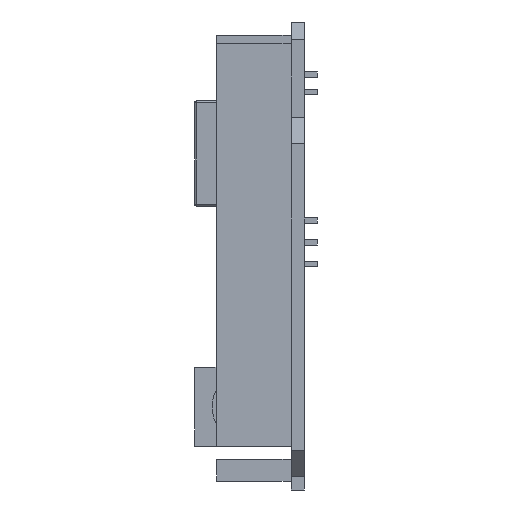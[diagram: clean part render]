
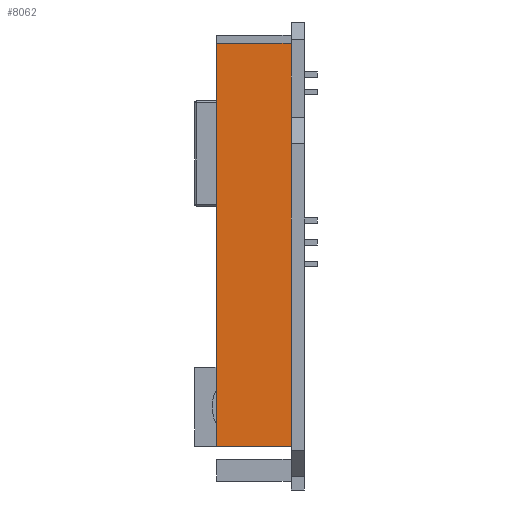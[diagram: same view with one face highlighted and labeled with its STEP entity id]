
A CAD part, left-side view. The second image highlights one B-rep face of the part: STEP entity #8062.
In plain terms, the highlighted planar face has unit normal (-1, 0, 0).
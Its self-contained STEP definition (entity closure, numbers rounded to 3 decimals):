
#382 = CARTESIAN_POINT ( 'NONE',  ( -48.75, 1.5, 24.3 ) ) ;
#2047 = CARTESIAN_POINT ( 'NONE',  ( -48.75, 10., 24.3 ) ) ;
#2137 = ORIENTED_EDGE ( 'NONE', *, *, #4153, .F. ) ;
#3097 = VECTOR ( 'NONE', #16952, 1000. ) ;
#4153 = EDGE_CURVE ( 'NONE', #9816, #10949, #15073, .T. ) ;
#4520 = EDGE_CURVE ( 'NONE', #14383, #10949, #9910, .T. ) ;
#4683 = CARTESIAN_POINT ( 'NONE',  ( -48.75, 10., 24.3 ) ) ;
#5421 = EDGE_LOOP ( 'NONE', ( #13928, #2137, #16145, #11462 ) ) ;
#5429 = PLANE ( 'NONE',  #21908 ) ;
#7353 = VERTEX_POINT ( 'NONE', #9607 ) ;
#8062 = ADVANCED_FACE ( 'NONE', ( #19113 ), #5429, .F. ) ;
#8324 = LINE ( 'NONE', #13534, #19326 ) ;
#9411 = DIRECTION ( 'NONE',  ( 0., 0., 1. ) ) ;
#9566 = VECTOR ( 'NONE', #22521, 1000. ) ;
#9607 = CARTESIAN_POINT ( 'NONE',  ( -48.75, 10., -21.7 ) ) ;
#9631 = VECTOR ( 'NONE', #19619, 1000. ) ;
#9695 = DIRECTION ( 'NONE',  ( 1., 0., 0. ) ) ;
#9816 = VERTEX_POINT ( 'NONE', #2047 ) ;
#9910 = LINE ( 'NONE', #16274, #3097 ) ;
#10949 = VERTEX_POINT ( 'NONE', #382 ) ;
#11462 = ORIENTED_EDGE ( 'NONE', *, *, #20077, .T. ) ;
#11965 = CARTESIAN_POINT ( 'NONE',  ( -48.75, 1.5, -21.7 ) ) ;
#13534 = CARTESIAN_POINT ( 'NONE',  ( -48.75, 10., 24.3 ) ) ;
#13928 = ORIENTED_EDGE ( 'NONE', *, *, #4520, .T. ) ;
#14383 = VERTEX_POINT ( 'NONE', #11965 ) ;
#15073 = LINE ( 'NONE', #15833, #9566 ) ;
#15833 = CARTESIAN_POINT ( 'NONE',  ( -48.75, 10., 24.3 ) ) ;
#16145 = ORIENTED_EDGE ( 'NONE', *, *, #20166, .F. ) ;
#16274 = CARTESIAN_POINT ( 'NONE',  ( -48.75, 1.5, 24.3 ) ) ;
#16952 = DIRECTION ( 'NONE',  ( 0., 0., 1. ) ) ;
#17541 = CARTESIAN_POINT ( 'NONE',  ( -48.75, 10., -21.7 ) ) ;
#19113 = FACE_OUTER_BOUND ( 'NONE', #5421, .T. ) ;
#19326 = VECTOR ( 'NONE', #9411, 1000. ) ;
#19619 = DIRECTION ( 'NONE',  ( 0., -1., 0. ) ) ;
#20077 = EDGE_CURVE ( 'NONE', #7353, #14383, #26121, .T. ) ;
#20166 = EDGE_CURVE ( 'NONE', #7353, #9816, #8324, .T. ) ;
#21908 = AXIS2_PLACEMENT_3D ( 'NONE', #4683, #9695, #26275 ) ;
#22521 = DIRECTION ( 'NONE',  ( 0., -1., 0. ) ) ;
#26121 = LINE ( 'NONE', #17541, #9631 ) ;
#26275 = DIRECTION ( 'NONE',  ( 0., 0., -1. ) ) ;
